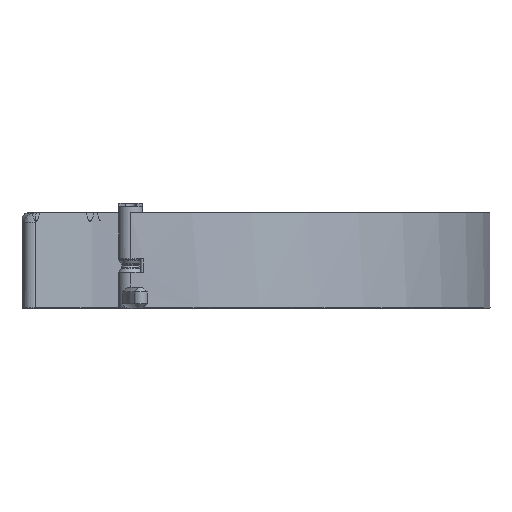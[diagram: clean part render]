
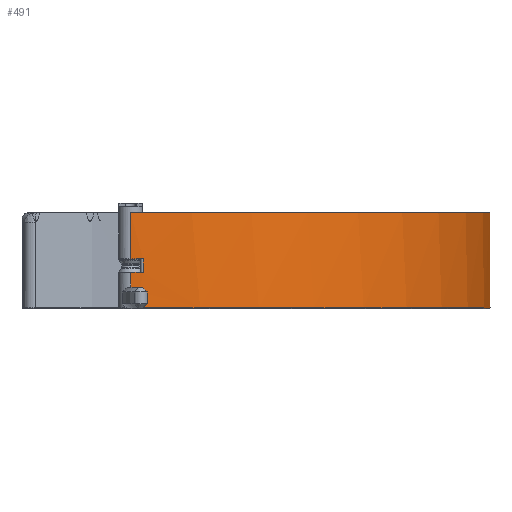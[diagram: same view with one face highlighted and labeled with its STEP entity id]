
A CAD part, left-side view. The second image highlights one B-rep face of the part: STEP entity #491.
In plain terms, the highlighted cylindrical face has radius 150 mm (diameter 300 mm), a partial arc.
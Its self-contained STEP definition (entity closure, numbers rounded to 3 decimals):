
#252 = VERTEX_POINT('',#253);
#253 = CARTESIAN_POINT('',(-149.909,-5.228,-19.2));
#333 = VERTEX_POINT('',#334);
#334 = CARTESIAN_POINT('',(-150.,0.,-19.2));
#340 = EDGE_CURVE('',#333,#341,#343,.T.);
#341 = VERTEX_POINT('',#342);
#342 = CARTESIAN_POINT('',(-149.982,-2.33,-19.2));
#343 = CIRCLE('',#344,150.);
#344 = AXIS2_PLACEMENT_3D('',#345,#346,#347);
#345 = CARTESIAN_POINT('',(0.,0.,-19.2));
#346 = DIRECTION('',(0.,0.,1.));
#347 = DIRECTION('',(-1.,0.,0.));
#349 = EDGE_CURVE('',#341,#252,#350,.T.);
#350 = CIRCLE('',#351,150.);
#351 = AXIS2_PLACEMENT_3D('',#352,#353,#354);
#352 = CARTESIAN_POINT('',(0.,0.,-19.2));
#353 = DIRECTION('',(-0.,0.,1.));
#354 = DIRECTION('',(0.,-1.,0.));
#442 = VERTEX_POINT('',#443);
#443 = CARTESIAN_POINT('',(-149.909,-5.228,-24.8));
#472 = EDGE_CURVE('',#442,#252,#473,.T.);
#473 = ( BOUNDED_CURVE() B_SPLINE_CURVE(1,(#474,#475),.UNSPECIFIED.,.F.,
.F.) B_SPLINE_CURVE_WITH_KNOTS((2,2),(-2.912,8.512),
.PIECEWISE_BEZIER_KNOTS.) CURVE() GEOMETRIC_REPRESENTATION_ITEM() 
RATIONAL_B_SPLINE_CURVE((1.066,1.066)) 
REPRESENTATION_ITEM('') );
#474 = CARTESIAN_POINT('',(-149.909,-5.228,-27.712));
#475 = CARTESIAN_POINT('',(-149.909,-5.228,-16.288));
#491 = ADVANCED_FACE('',(#492),#601,.T.);
#492 = FACE_BOUND('',#493,.T.);
#493 = EDGE_LOOP('',(#494,#503,#512,#520,#529,#539,#547,#557,#566,#575,
    #583,#592,#598,#599,#600));
#494 = ORIENTED_EDGE('',*,*,#495,.F.);
#495 = EDGE_CURVE('',#496,#442,#498,.T.);
#496 = VERTEX_POINT('',#497);
#497 = CARTESIAN_POINT('',(-149.982,-2.33,-24.8));
#498 = CIRCLE('',#499,150.);
#499 = AXIS2_PLACEMENT_3D('',#500,#501,#502);
#500 = CARTESIAN_POINT('',(0.,0.,-24.8));
#501 = DIRECTION('',(-0.,0.,1.));
#502 = DIRECTION('',(0.,-1.,0.));
#503 = ORIENTED_EDGE('',*,*,#504,.F.);
#504 = EDGE_CURVE('',#505,#496,#507,.T.);
#505 = VERTEX_POINT('',#506);
#506 = CARTESIAN_POINT('',(-150.,0.,-24.8));
#507 = CIRCLE('',#508,150.);
#508 = AXIS2_PLACEMENT_3D('',#509,#510,#511);
#509 = CARTESIAN_POINT('',(0.,0.,-24.8));
#510 = DIRECTION('',(0.,0.,1.));
#511 = DIRECTION('',(-1.,0.,0.));
#512 = ORIENTED_EDGE('',*,*,#513,.F.);
#513 = EDGE_CURVE('',#514,#505,#516,.T.);
#514 = VERTEX_POINT('',#515);
#515 = CARTESIAN_POINT('',(-150.,0.,-31.));
#516 = LINE('',#517,#518);
#517 = CARTESIAN_POINT('',(-150.,0.,-40.));
#518 = VECTOR('',#519,1.);
#519 = DIRECTION('',(0.,0.,1.));
#520 = ORIENTED_EDGE('',*,*,#521,.T.);
#521 = EDGE_CURVE('',#514,#522,#524,.T.);
#522 = VERTEX_POINT('',#523);
#523 = CARTESIAN_POINT('',(-149.991,-1.656,-31.));
#524 = CIRCLE('',#525,150.);
#525 = AXIS2_PLACEMENT_3D('',#526,#527,#528);
#526 = CARTESIAN_POINT('',(0.,0.,-31.));
#527 = DIRECTION('',(0.,0.,1.));
#528 = DIRECTION('',(-1.,0.,0.));
#529 = ORIENTED_EDGE('',*,*,#530,.T.);
#530 = EDGE_CURVE('',#522,#531,#533,.T.);
#531 = VERTEX_POINT('',#532);
#532 = CARTESIAN_POINT('',(-149.955,-3.668,-33.));
#533 = B_SPLINE_CURVE_WITH_KNOTS('',4,(#534,#535,#536,#537,#538),
  .UNSPECIFIED.,.F.,.F.,(5,5),(0.,1.),.PIECEWISE_BEZIER_KNOTS.);
#534 = CARTESIAN_POINT('',(-149.991,-1.656,-31.));
#535 = CARTESIAN_POINT('',(-149.985,-2.159,
    -31.5));
#536 = CARTESIAN_POINT('',(-149.978,-2.662,
    -32.));
#537 = CARTESIAN_POINT('',(-149.967,-3.165,
    -32.5));
#538 = CARTESIAN_POINT('',(-149.955,-3.668,-33.));
#539 = ORIENTED_EDGE('',*,*,#540,.F.);
#540 = EDGE_CURVE('',#541,#531,#543,.T.);
#541 = VERTEX_POINT('',#542);
#542 = CARTESIAN_POINT('',(-149.955,-3.668,-38.));
#543 = LINE('',#544,#545);
#544 = CARTESIAN_POINT('',(-149.955,-3.668,-40.));
#545 = VECTOR('',#546,1.);
#546 = DIRECTION('',(0.,0.,1.));
#547 = ORIENTED_EDGE('',*,*,#548,.T.);
#548 = EDGE_CURVE('',#541,#549,#551,.T.);
#549 = VERTEX_POINT('',#550);
#550 = CARTESIAN_POINT('',(-149.986,-2.058,-39.6));
#551 = B_SPLINE_CURVE_WITH_KNOTS('',4,(#552,#553,#554,#555,#556),
  .UNSPECIFIED.,.F.,.F.,(5,5),(0.,1.),.PIECEWISE_BEZIER_KNOTS.);
#552 = CARTESIAN_POINT('',(-149.955,-3.668,-38.));
#553 = CARTESIAN_POINT('',(-149.967,-3.165,
    -38.5));
#554 = CARTESIAN_POINT('',(-149.978,-2.662,
    -39.));
#555 = CARTESIAN_POINT('',(-149.985,-2.159,
    -39.5));
#556 = CARTESIAN_POINT('',(-149.991,-1.656,-40.));
#557 = ORIENTED_EDGE('',*,*,#558,.F.);
#558 = EDGE_CURVE('',#559,#549,#561,.T.);
#559 = VERTEX_POINT('',#560);
#560 = CARTESIAN_POINT('',(-149.955,-3.668,-39.6));
#561 = CIRCLE('',#562,150.);
#562 = AXIS2_PLACEMENT_3D('',#563,#564,#565);
#563 = CARTESIAN_POINT('',(0.,0.,-39.6));
#564 = DIRECTION('',(0.,0.,-1.));
#565 = DIRECTION('',(-1.,-0.024,
    0.));
#566 = ORIENTED_EDGE('',*,*,#567,.F.);
#567 = EDGE_CURVE('',#568,#559,#570,.T.);
#568 = VERTEX_POINT('',#569);
#569 = CARTESIAN_POINT('',(143.875,42.427,-39.6));
#570 = CIRCLE('',#571,150.);
#571 = AXIS2_PLACEMENT_3D('',#572,#573,#574);
#572 = CARTESIAN_POINT('',(0.,0.,-39.6));
#573 = DIRECTION('',(0.,0.,-1.));
#574 = DIRECTION('',(0.959,0.283,0.));
#575 = ORIENTED_EDGE('',*,*,#576,.T.);
#576 = EDGE_CURVE('',#568,#577,#579,.T.);
#577 = VERTEX_POINT('',#578);
#578 = CARTESIAN_POINT('',(143.875,42.427,
    0.));
#579 = LINE('',#580,#581);
#580 = CARTESIAN_POINT('',(143.875,42.427,-40.));
#581 = VECTOR('',#582,1.);
#582 = DIRECTION('',(0.,0.,1.));
#583 = ORIENTED_EDGE('',*,*,#584,.F.);
#584 = EDGE_CURVE('',#585,#577,#587,.T.);
#585 = VERTEX_POINT('',#586);
#586 = CARTESIAN_POINT('',(-150.,0.,-0.));
#587 = CIRCLE('',#588,150.);
#588 = AXIS2_PLACEMENT_3D('',#589,#590,#591);
#589 = CARTESIAN_POINT('',(0.,0.,0.));
#590 = DIRECTION('',(0.,0.,1.));
#591 = DIRECTION('',(-1.,0.,0.));
#592 = ORIENTED_EDGE('',*,*,#593,.F.);
#593 = EDGE_CURVE('',#333,#585,#594,.T.);
#594 = LINE('',#595,#596);
#595 = CARTESIAN_POINT('',(-150.,0.,-40.));
#596 = VECTOR('',#597,1.);
#597 = DIRECTION('',(0.,0.,1.));
#598 = ORIENTED_EDGE('',*,*,#340,.T.);
#599 = ORIENTED_EDGE('',*,*,#349,.T.);
#600 = ORIENTED_EDGE('',*,*,#472,.F.);
#601 = CYLINDRICAL_SURFACE('',#602,150.);
#602 = AXIS2_PLACEMENT_3D('',#603,#604,#605);
#603 = CARTESIAN_POINT('',(0.,0.,-40.));
#604 = DIRECTION('',(0.,0.,1.));
#605 = DIRECTION('',(-1.,0.,0.));
